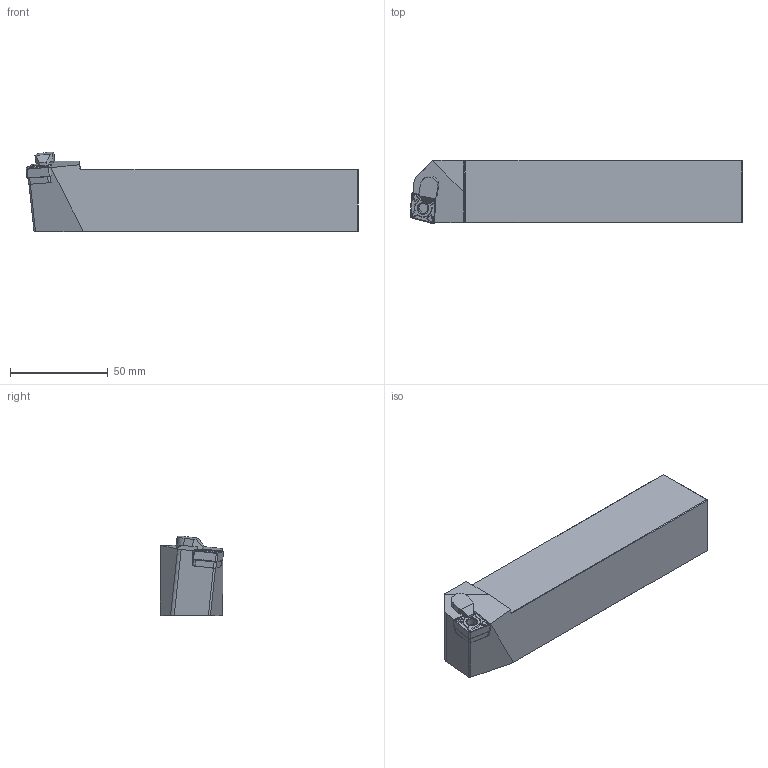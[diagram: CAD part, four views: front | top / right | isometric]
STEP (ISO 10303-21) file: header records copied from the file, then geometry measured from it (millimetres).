
FILE_DESCRIPTION(/* description */ (''),/* implementation_level */ '2;1');
FILE_NAME(/* name */ 'PCBNR-3232-P12C.stp',/* time_stamp */ '2023-10-03T15:27:27+03:00',/* author */ (''),/* organization */ (''),/* preprocessor_version */ 'ST-DEVELOPER v19.4',/* originating_system */ 'SIEMENS PLM Software NX2306.3001',/* authorisation */ '');
FILE_SCHEMA (('AUTOMOTIVE_DESIGN { 1 0 10303 214 3 1 1 1 }'));
Length unit declared in the file: millimetre
Products named in the file (1): PCBNr-3232-P12C
Bounding box: 169.94 x 32.41 x 40.68 mm (x, y, z)
Volume: 170565.6 mm3; surface area: 24064.9 mm2
Topology: 2 solids, 2 shells, 129 faces, 326 edges, 212 vertices
Faces by surface type: plane 89, cone 24, cylinder 16
Full cylindrical faces by diameter (mm): 5.1 x1
Entity records: 4374 total; most frequent: CARTESIAN_POINT 703, DIRECTION 653, ORIENTED_EDGE 642, EDGE_CURVE 321, LINE 229, VECTOR 229, AXIS2_PLACEMENT_3D 212, VERTEX_POINT 210
